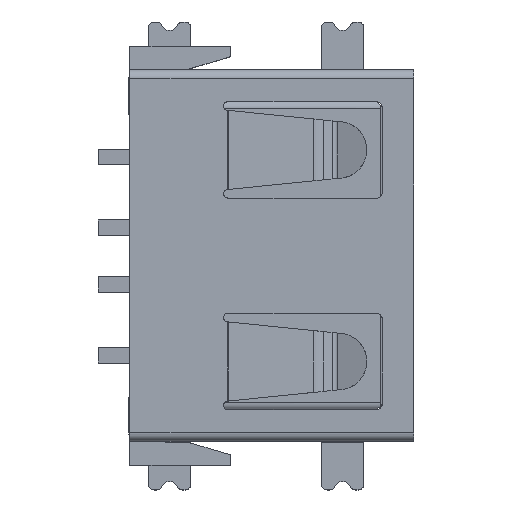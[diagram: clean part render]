
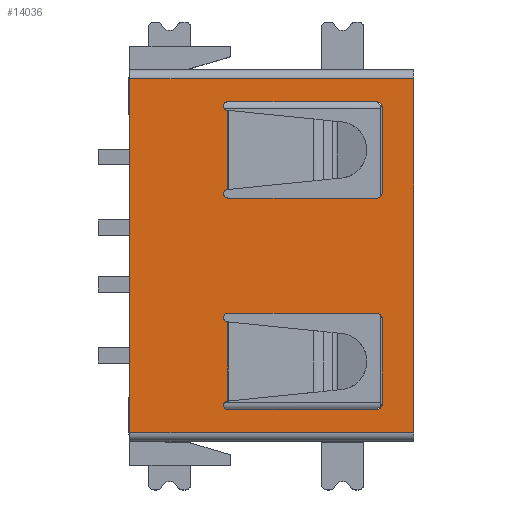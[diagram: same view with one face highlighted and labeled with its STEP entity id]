
A CAD part, top view. The second image highlights one B-rep face of the part: STEP entity #14036.
In plain terms, the highlighted planar face has unit normal (0, 0, 1).
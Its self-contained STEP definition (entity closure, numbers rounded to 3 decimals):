
#192=FACE_BOUND('',#5275,.T.);
#193=FACE_BOUND('',#5276,.T.);
#508=PLANE('',#15046);
#1497=LINE('',#21929,#3081);
#1498=LINE('',#21931,#3082);
#1567=LINE('',#22124,#3151);
#1572=LINE('',#22133,#3156);
#1574=LINE('',#22142,#3158);
#1578=LINE('',#22154,#3162);
#1583=LINE('',#22163,#3167);
#1585=LINE('',#22175,#3169);
#1590=LINE('',#22184,#3174);
#1594=LINE('',#22196,#3178);
#1596=LINE('',#22205,#3180);
#1601=LINE('',#22214,#3185);
#1655=LINE('',#22365,#3239);
#1706=LINE('',#22507,#3290);
#1708=LINE('',#22513,#3292);
#1709=LINE('',#22514,#3293);
#3081=VECTOR('',#17381,1000.);
#3082=VECTOR('',#17384,1000.);
#3151=VECTOR('',#17579,1000.);
#3156=VECTOR('',#17586,1000.);
#3158=VECTOR('',#17596,1000.);
#3162=VECTOR('',#17608,1000.);
#3167=VECTOR('',#17615,1000.);
#3169=VECTOR('',#17631,1000.);
#3174=VECTOR('',#17638,1000.);
#3178=VECTOR('',#17650,1000.);
#3180=VECTOR('',#17660,1000.);
#3185=VECTOR('',#17667,1000.);
#3239=VECTOR('',#17827,1000.);
#3290=VECTOR('',#17966,1000.);
#3292=VECTOR('',#17972,1000.);
#3293=VECTOR('',#17973,1000.);
#4530=FACE_OUTER_BOUND('',#5274,.T.);
#5274=EDGE_LOOP('',(#11817,#11818,#11819,#11820));
#5275=EDGE_LOOP('',(#11821,#11822,#11823,#11824,#11825,#11826,#11827,#11828,
#11829,#11830));
#5276=EDGE_LOOP('',(#11831,#11832,#11833,#11834,#11835,#11836,#11837,#11838,
#11839,#11840));
#5703=CIRCLE('',#14918,0.15);
#5706=CIRCLE('',#14924,0.2);
#5708=CIRCLE('',#14928,0.2);
#5710=CIRCLE('',#14933,0.15);
#5711=CIRCLE('',#14935,0.15);
#5714=CIRCLE('',#14941,0.2);
#5716=CIRCLE('',#14945,0.2);
#5718=CIRCLE('',#14950,0.15);
#6572=VERTEX_POINT('',#21713);
#6573=VERTEX_POINT('',#21717);
#6574=VERTEX_POINT('',#21721);
#6577=VERTEX_POINT('',#21731);
#6686=VERTEX_POINT('',#22117);
#6688=VERTEX_POINT('',#22123);
#6691=VERTEX_POINT('',#22131);
#6693=VERTEX_POINT('',#22137);
#6694=VERTEX_POINT('',#22141);
#6697=VERTEX_POINT('',#22149);
#6698=VERTEX_POINT('',#22153);
#6701=VERTEX_POINT('',#22161);
#6702=VERTEX_POINT('',#22168);
#6704=VERTEX_POINT('',#22174);
#6707=VERTEX_POINT('',#22182);
#6709=VERTEX_POINT('',#22188);
#6711=VERTEX_POINT('',#22194);
#6713=VERTEX_POINT('',#22200);
#6714=VERTEX_POINT('',#22204);
#6717=VERTEX_POINT('',#22212);
#6760=VERTEX_POINT('',#22362);
#6761=VERTEX_POINT('',#22364);
#6808=VERTEX_POINT('',#22506);
#6810=VERTEX_POINT('',#22512);
#8319=EDGE_CURVE('',#6574,#6577,#1497,.T.);
#8320=EDGE_CURVE('',#6573,#6572,#1498,.T.);
#8414=EDGE_CURVE('',#6572,#6686,#5703,.T.);
#8417=EDGE_CURVE('',#6688,#6686,#1567,.T.);
#8422=EDGE_CURVE('',#6691,#6688,#1572,.T.);
#8425=EDGE_CURVE('',#6691,#6693,#5706,.F.);
#8426=EDGE_CURVE('',#6694,#6693,#1574,.T.);
#8431=EDGE_CURVE('',#6694,#6697,#5708,.F.);
#8432=EDGE_CURVE('',#6698,#6697,#1578,.T.);
#8437=EDGE_CURVE('',#6701,#6698,#1583,.T.);
#8439=EDGE_CURVE('',#6573,#6701,#5710,.T.);
#8440=EDGE_CURVE('',#6577,#6702,#5711,.T.);
#8443=EDGE_CURVE('',#6704,#6702,#1585,.T.);
#8448=EDGE_CURVE('',#6707,#6704,#1590,.T.);
#8451=EDGE_CURVE('',#6707,#6709,#5714,.F.);
#8454=EDGE_CURVE('',#6711,#6709,#1594,.T.);
#8457=EDGE_CURVE('',#6711,#6713,#5716,.F.);
#8458=EDGE_CURVE('',#6714,#6713,#1596,.T.);
#8463=EDGE_CURVE('',#6717,#6714,#1601,.T.);
#8465=EDGE_CURVE('',#6574,#6717,#5718,.T.);
#8540=EDGE_CURVE('',#6761,#6760,#1655,.T.);
#8612=EDGE_CURVE('',#6760,#6808,#1706,.T.);
#8615=EDGE_CURVE('',#6808,#6810,#1708,.T.);
#8616=EDGE_CURVE('',#6810,#6761,#1709,.T.);
#11817=ORIENTED_EDGE('',*,*,#8540,.T.);
#11818=ORIENTED_EDGE('',*,*,#8612,.T.);
#11819=ORIENTED_EDGE('',*,*,#8615,.T.);
#11820=ORIENTED_EDGE('',*,*,#8616,.T.);
#11821=ORIENTED_EDGE('',*,*,#8465,.F.);
#11822=ORIENTED_EDGE('',*,*,#8319,.T.);
#11823=ORIENTED_EDGE('',*,*,#8440,.T.);
#11824=ORIENTED_EDGE('',*,*,#8443,.F.);
#11825=ORIENTED_EDGE('',*,*,#8448,.F.);
#11826=ORIENTED_EDGE('',*,*,#8451,.T.);
#11827=ORIENTED_EDGE('',*,*,#8454,.F.);
#11828=ORIENTED_EDGE('',*,*,#8457,.T.);
#11829=ORIENTED_EDGE('',*,*,#8458,.F.);
#11830=ORIENTED_EDGE('',*,*,#8463,.F.);
#11831=ORIENTED_EDGE('',*,*,#8439,.F.);
#11832=ORIENTED_EDGE('',*,*,#8320,.T.);
#11833=ORIENTED_EDGE('',*,*,#8414,.T.);
#11834=ORIENTED_EDGE('',*,*,#8417,.F.);
#11835=ORIENTED_EDGE('',*,*,#8422,.F.);
#11836=ORIENTED_EDGE('',*,*,#8425,.T.);
#11837=ORIENTED_EDGE('',*,*,#8426,.F.);
#11838=ORIENTED_EDGE('',*,*,#8431,.T.);
#11839=ORIENTED_EDGE('',*,*,#8432,.F.);
#11840=ORIENTED_EDGE('',*,*,#8437,.F.);
#14036=ADVANCED_FACE('',(#4530,#192,#193),#508,.T.);
#14918=AXIS2_PLACEMENT_3D('',#22118,#17572,#17573);
#14924=AXIS2_PLACEMENT_3D('',#22139,#17592,#17593);
#14928=AXIS2_PLACEMENT_3D('',#22151,#17604,#17605);
#14933=AXIS2_PLACEMENT_3D('',#22166,#17620,#17621);
#14935=AXIS2_PLACEMENT_3D('',#22169,#17624,#17625);
#14941=AXIS2_PLACEMENT_3D('',#22190,#17644,#17645);
#14945=AXIS2_PLACEMENT_3D('',#22202,#17656,#17657);
#14950=AXIS2_PLACEMENT_3D('',#22217,#17672,#17673);
#15046=AXIS2_PLACEMENT_3D('',#22511,#17970,#17971);
#17381=DIRECTION('',(0.,1.,0.));
#17384=DIRECTION('',(0.,1.,0.));
#17572=DIRECTION('center_axis',(0.,0.,
-1.));
#17573=DIRECTION('ref_axis',(0.,-1.,0.));
#17579=DIRECTION('',(0.,-1.,0.));
#17586=DIRECTION('',(-1.,0.,0.));
#17592=DIRECTION('center_axis',(0.,0.,
1.));
#17593=DIRECTION('ref_axis',(0.,1.,0.));
#17596=DIRECTION('',(0.,1.,0.));
#17604=DIRECTION('center_axis',(0.,0.,
1.));
#17605=DIRECTION('ref_axis',(0.,1.,0.));
#17608=DIRECTION('',(1.,0.,0.));
#17615=DIRECTION('',(0.,-1.,0.));
#17620=DIRECTION('center_axis',(0.,0.,
1.));
#17621=DIRECTION('ref_axis',(0.,1.,0.));
#17624=DIRECTION('center_axis',(0.,0.,
-1.));
#17625=DIRECTION('ref_axis',(0.,-1.,0.));
#17631=DIRECTION('',(0.,-1.,0.));
#17638=DIRECTION('',(-1.,0.,0.));
#17644=DIRECTION('center_axis',(0.,0.,
1.));
#17645=DIRECTION('ref_axis',(0.,1.,0.));
#17650=DIRECTION('',(0.,1.,0.));
#17656=DIRECTION('center_axis',(0.,0.,
1.));
#17657=DIRECTION('ref_axis',(0.,1.,0.));
#17660=DIRECTION('',(1.,0.,0.));
#17667=DIRECTION('',(0.,-1.,0.));
#17672=DIRECTION('center_axis',(0.,0.,
1.));
#17673=DIRECTION('ref_axis',(0.,1.,0.));
#17827=DIRECTION('',(0.,-1.,0.));
#17966=DIRECTION('',(1.,0.,0.));
#17970=DIRECTION('center_axis',(0.,0.,
1.));
#17971=DIRECTION('ref_axis',(0.,1.,0.));
#17972=DIRECTION('',(0.,1.,0.));
#17973=DIRECTION('',(-1.,0.,0.));
#21713=CARTESIAN_POINT('',(-5.672,5.126,1.57));
#21717=CARTESIAN_POINT('',(-5.672,2.334,1.57));
#21721=CARTESIAN_POINT('',(-5.672,-5.126,1.57));
#21731=CARTESIAN_POINT('',(-5.672,-2.334,1.57));
#21929=CARTESIAN_POINT('',(-5.672,-5.126,1.57));
#21931=CARTESIAN_POINT('',(-5.672,2.334,1.57));
#22117=CARTESIAN_POINT('',(-5.671,5.426,1.57));
#22118=CARTESIAN_POINT('Origin',(-5.672,5.276,1.57));
#22123=CARTESIAN_POINT('',(-5.671,5.43,1.57));
#22124=CARTESIAN_POINT('',(-5.671,5.43,1.57));
#22131=CARTESIAN_POINT('',(-0.421,5.43,1.57));
#22133=CARTESIAN_POINT('',(-0.221,5.43,1.57));
#22137=CARTESIAN_POINT('',(-0.221,5.23,1.57));
#22139=CARTESIAN_POINT('Origin',(-0.421,5.23,1.57));
#22141=CARTESIAN_POINT('',(-0.221,2.23,1.57));
#22142=CARTESIAN_POINT('',(-0.221,2.03,1.57));
#22149=CARTESIAN_POINT('',(-0.421,2.03,1.57));
#22151=CARTESIAN_POINT('Origin',(-0.421,2.23,1.57));
#22153=CARTESIAN_POINT('',(-5.671,2.03,1.57));
#22154=CARTESIAN_POINT('',(-5.671,2.03,1.57));
#22161=CARTESIAN_POINT('',(-5.671,2.034,1.57));
#22163=CARTESIAN_POINT('',(-5.671,5.43,1.57));
#22166=CARTESIAN_POINT('Origin',(-5.672,2.184,1.57));
#22168=CARTESIAN_POINT('',(-5.671,-2.034,1.57));
#22169=CARTESIAN_POINT('Origin',(-5.672,-2.184,1.57));
#22174=CARTESIAN_POINT('',(-5.671,-2.03,1.57));
#22175=CARTESIAN_POINT('',(-5.671,-2.03,1.57));
#22182=CARTESIAN_POINT('',(-0.421,-2.03,1.57));
#22184=CARTESIAN_POINT('',(-0.221,-2.03,1.57));
#22188=CARTESIAN_POINT('',(-0.221,-2.23,1.57));
#22190=CARTESIAN_POINT('Origin',(-0.421,-2.23,1.57));
#22194=CARTESIAN_POINT('',(-0.221,-5.23,1.57));
#22196=CARTESIAN_POINT('',(-0.221,-5.43,1.57));
#22200=CARTESIAN_POINT('',(-0.421,-5.43,1.57));
#22202=CARTESIAN_POINT('Origin',(-0.421,-5.23,1.57));
#22204=CARTESIAN_POINT('',(-5.671,-5.43,1.57));
#22205=CARTESIAN_POINT('',(-5.671,-5.43,1.57));
#22212=CARTESIAN_POINT('',(-5.671,-5.426,1.57));
#22214=CARTESIAN_POINT('',(-5.671,-2.03,1.57));
#22217=CARTESIAN_POINT('Origin',(-5.672,-5.276,1.57));
#22362=CARTESIAN_POINT('',(-9.12,-6.24,1.57));
#22364=CARTESIAN_POINT('',(-9.12,6.24,1.57));
#22365=CARTESIAN_POINT('',(-9.12,6.55,1.57));
#22506=CARTESIAN_POINT('',(0.88,-6.24,1.57));
#22507=CARTESIAN_POINT('',(-9.12,-6.24,1.57));
#22511=CARTESIAN_POINT('Origin',(-9.12,0.,1.57));
#22512=CARTESIAN_POINT('',(0.88,6.24,1.57));
#22513=CARTESIAN_POINT('',(0.88,-6.55,1.57));
#22514=CARTESIAN_POINT('',(0.88,6.24,1.57));
